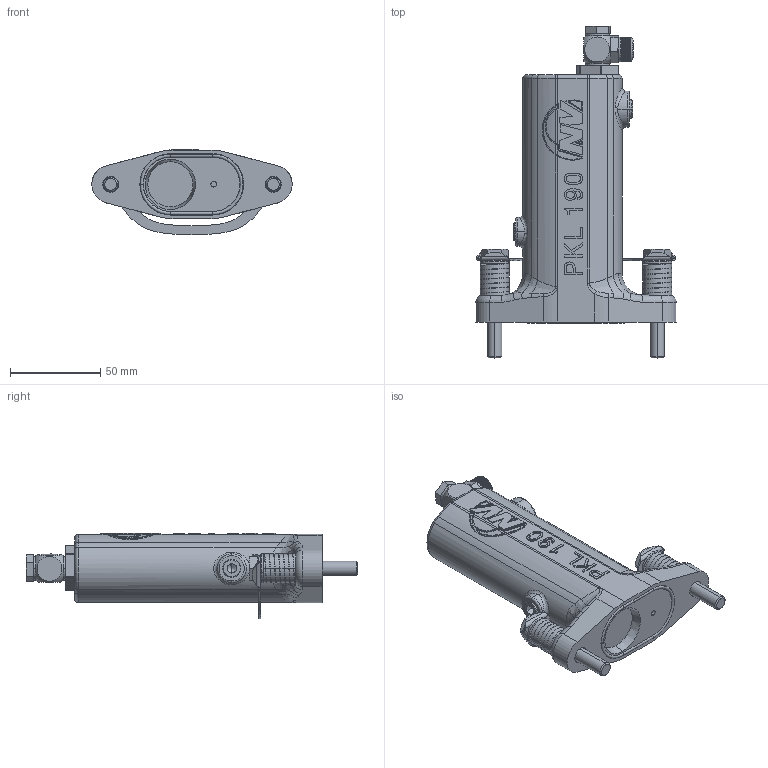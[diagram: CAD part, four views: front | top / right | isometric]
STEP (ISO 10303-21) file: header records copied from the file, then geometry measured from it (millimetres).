
FILE_DESCRIPTION (( 'STEP AP214' ), '1' );
FILE_NAME ('PKL 190.STEP', '2021-01-22T13:06:19', ( '' ), ( '' ), 'SwSTEP 2.0', 'SolidWorks 2015', '' );
FILE_SCHEMA (( 'AUTOMOTIVE_DESIGN' ));
Length unit declared in the file: millimetre
Products named in the file (1): PKL 190
Bounding box: 110.92 x 183.9 x 47.5 mm (x, y, z)
Volume: 274323.1 mm3; surface area: 55140 mm2
Topology: 16 solids, 16 shells, 2065 faces, 5656 edges, 3650 vertices
Faces by surface type: cone 875, cylinder 589, plane 443, bspline 122, torus 34, sphere 2
Entity records: 73372 total; most frequent: CARTESIAN_POINT 24029, ORIENTED_EDGE 11296, DIRECTION 9155, EDGE_CURVE 5648, AXIS2_PLACEMENT_3D 3732, VERTEX_POINT 3648, EDGE_LOOP 2132, ADVANCED_FACE 2065
